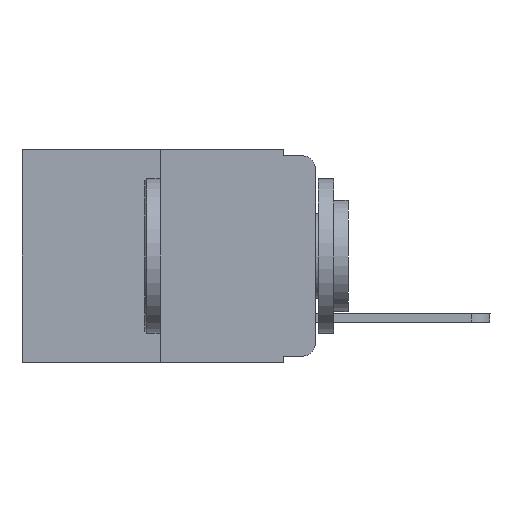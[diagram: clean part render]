
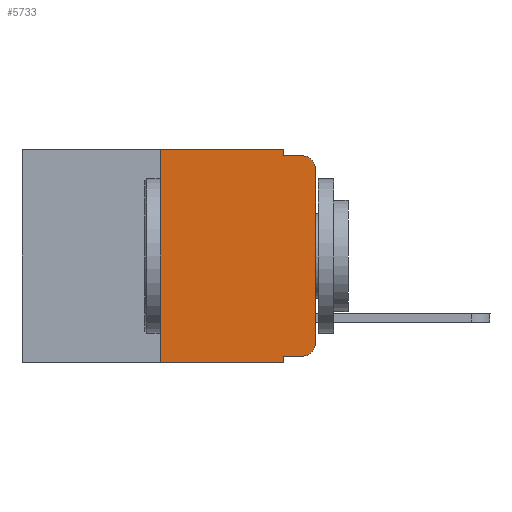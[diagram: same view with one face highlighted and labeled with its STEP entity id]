
A CAD part, left-side view. The second image highlights one B-rep face of the part: STEP entity #5733.
In plain terms, the highlighted planar face has unit normal (-1, 0, 0).
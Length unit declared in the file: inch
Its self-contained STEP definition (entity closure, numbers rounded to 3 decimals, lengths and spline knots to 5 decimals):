
#166 = EDGE_CURVE ( 'NONE', #6805, #9951, #5500, .T. ) ;
#413 = ORIENTED_EDGE ( 'NONE', *, *, #1337, .F. ) ;
#616 = AXIS2_PLACEMENT_3D ( 'NONE', #8361, #5129, #5842 ) ;
#700 = CARTESIAN_POINT ( 'NONE',  ( 0., 0.051, -0.01 ) ) ;
#1012 = VECTOR ( 'NONE', #8258, 39.37008 ) ;
#1039 = DIRECTION ( 'NONE',  ( 0., 0., -1. ) ) ;
#1044 = VERTEX_POINT ( 'NONE', #8150 ) ;
#1083 = EDGE_CURVE ( 'NONE', #1044, #1700, #9474, .T. ) ;
#1226 = VERTEX_POINT ( 'NONE', #7464 ) ;
#1253 = VECTOR ( 'NONE', #7708, 39.37008 ) ;
#1337 = EDGE_CURVE ( 'NONE', #5242, #10278, #9866, .T. ) ;
#1554 = LINE ( 'NONE', #10262, #10034 ) ;
#1570 = DIRECTION ( 'NONE',  ( 1., 0., 0. ) ) ;
#1665 = EDGE_CURVE ( 'NONE', #5205, #1044, #3277, .T. ) ;
#1700 = VERTEX_POINT ( 'NONE', #7191 ) ;
#2623 = VECTOR ( 'NONE', #1039, 39.37008 ) ;
#2783 = CARTESIAN_POINT ( 'NONE',  ( 0., 0.051, -0.333 ) ) ;
#2784 = CARTESIAN_POINT ( 'NONE',  ( 0., 0.051, 0. ) ) ;
#2893 = ORIENTED_EDGE ( 'NONE', *, *, #5629, .F. ) ;
#2958 = AXIS2_PLACEMENT_3D ( 'NONE', #6484, #1570, #4921 ) ;
#3081 = DIRECTION ( 'NONE',  ( 0., 0., -1. ) ) ;
#3277 = CIRCLE ( 'NONE', #6157, 0.02 ) ;
#3374 = ORIENTED_EDGE ( 'NONE', *, *, #10335, .T. ) ;
#3401 = LINE ( 'NONE', #2783, #1253 ) ;
#3627 = ORIENTED_EDGE ( 'NONE', *, *, #8879, .T. ) ;
#3729 = DIRECTION ( 'NONE',  ( 0., -1., 0. ) ) ;
#4047 = CIRCLE ( 'NONE', #616, 0.02 ) ;
#4081 = EDGE_CURVE ( 'NONE', #1226, #6805, #10074, .T. ) ;
#4133 = CARTESIAN_POINT ( 'NONE',  ( 0., 0.02, -0.333 ) ) ;
#4344 = VECTOR ( 'NONE', #3729, 39.37008 ) ;
#4634 = ORIENTED_EDGE ( 'NONE', *, *, #1665, .T. ) ;
#4639 = CARTESIAN_POINT ( 'NONE',  ( 0., 0.051, -0.01 ) ) ;
#4785 = FACE_OUTER_BOUND ( 'NONE', #4918, .T. ) ;
#4918 = EDGE_LOOP ( 'NONE', ( #5405, #3374, #7143, #7531, #2893, #413, #3627, #4998, #10563, #4634 ) ) ;
#4921 = DIRECTION ( 'NONE',  ( 0., 0., -1. ) ) ;
#4998 = ORIENTED_EDGE ( 'NONE', *, *, #8006, .F. ) ;
#5001 = CARTESIAN_POINT ( 'NONE',  ( 0., 0.25, -0.343 ) ) ;
#5129 = DIRECTION ( 'NONE',  ( -1., 0., 0. ) ) ;
#5205 = VERTEX_POINT ( 'NONE', #4133 ) ;
#5242 = VERTEX_POINT ( 'NONE', #5001 ) ;
#5405 = ORIENTED_EDGE ( 'NONE', *, *, #1083, .T. ) ;
#5500 = LINE ( 'NONE', #4639, #4344 ) ;
#5513 = LINE ( 'NONE', #8948, #10540 ) ;
#5629 = EDGE_CURVE ( 'NONE', #10278, #1226, #7507, .T. ) ;
#5733 = ADVANCED_FACE ( 'NONE', ( #4785 ), #10516, .F. ) ;
#5842 = DIRECTION ( 'NONE',  ( 0., 0., -1. ) ) ;
#6101 = VERTEX_POINT ( 'NONE', #7634 ) ;
#6157 = AXIS2_PLACEMENT_3D ( 'NONE', #8854, #7929, #3081 ) ;
#6361 = VECTOR ( 'NONE', #7939, 39.37008 ) ;
#6484 = CARTESIAN_POINT ( 'NONE',  ( 0., 0.473, 0. ) ) ;
#6661 = CARTESIAN_POINT ( 'NONE',  ( 0., 0., 0. ) ) ;
#6805 = VERTEX_POINT ( 'NONE', #700 ) ;
#7143 = ORIENTED_EDGE ( 'NONE', *, *, #166, .F. ) ;
#7191 = CARTESIAN_POINT ( 'NONE',  ( 0., 0., -0.03 ) ) ;
#7422 = DIRECTION ( 'NONE',  ( 0., 0., 1. ) ) ;
#7464 = CARTESIAN_POINT ( 'NONE',  ( 0., 0.051, 0. ) ) ;
#7507 = LINE ( 'NONE', #8891, #6361 ) ;
#7531 = ORIENTED_EDGE ( 'NONE', *, *, #4081, .F. ) ;
#7634 = CARTESIAN_POINT ( 'NONE',  ( 0., 0.051, -0.333 ) ) ;
#7693 = VECTOR ( 'NONE', #7422, 39.37008 ) ;
#7708 = DIRECTION ( 'NONE',  ( 0., -1., 0. ) ) ;
#7854 = CARTESIAN_POINT ( 'NONE',  ( 0., 0.051, -0.343 ) ) ;
#7856 = CARTESIAN_POINT ( 'NONE',  ( 0., 0.02, -0.01 ) ) ;
#7929 = DIRECTION ( 'NONE',  ( -1., 0., 0. ) ) ;
#7939 = DIRECTION ( 'NONE',  ( 0., -1., 0. ) ) ;
#8006 = EDGE_CURVE ( 'NONE', #6101, #8038, #1554, .T. ) ;
#8038 = VERTEX_POINT ( 'NONE', #7854 ) ;
#8150 = CARTESIAN_POINT ( 'NONE',  ( 0., 0., -0.313 ) ) ;
#8258 = DIRECTION ( 'NONE',  ( 0., 0., 1. ) ) ;
#8361 = CARTESIAN_POINT ( 'NONE',  ( 0., 0.02, -0.03 ) ) ;
#8504 = CARTESIAN_POINT ( 'NONE',  ( 0., 0.25, 0. ) ) ;
#8550 = DIRECTION ( 'NONE',  ( 0., 0., -1. ) ) ;
#8742 = DIRECTION ( 'NONE',  ( 0., -1., 0. ) ) ;
#8854 = CARTESIAN_POINT ( 'NONE',  ( 0., 0.02, -0.313 ) ) ;
#8879 = EDGE_CURVE ( 'NONE', #5242, #8038, #5513, .T. ) ;
#8891 = CARTESIAN_POINT ( 'NONE',  ( 0., 0.473, 0. ) ) ;
#8948 = CARTESIAN_POINT ( 'NONE',  ( 0., 0.473, -0.343 ) ) ;
#9041 = CARTESIAN_POINT ( 'NONE',  ( 0., 0.25, 0. ) ) ;
#9474 = LINE ( 'NONE', #6661, #1012 ) ;
#9866 = LINE ( 'NONE', #9041, #7693 ) ;
#9951 = VERTEX_POINT ( 'NONE', #7856 ) ;
#10034 = VECTOR ( 'NONE', #8550, 39.37008 ) ;
#10074 = LINE ( 'NONE', #2784, #2623 ) ;
#10262 = CARTESIAN_POINT ( 'NONE',  ( 0., 0.051, 0. ) ) ;
#10278 = VERTEX_POINT ( 'NONE', #8504 ) ;
#10335 = EDGE_CURVE ( 'NONE', #1700, #9951, #4047, .T. ) ;
#10456 = EDGE_CURVE ( 'NONE', #6101, #5205, #3401, .T. ) ;
#10516 = PLANE ( 'NONE',  #2958 ) ;
#10540 = VECTOR ( 'NONE', #8742, 39.37008 ) ;
#10563 = ORIENTED_EDGE ( 'NONE', *, *, #10456, .T. ) ;
